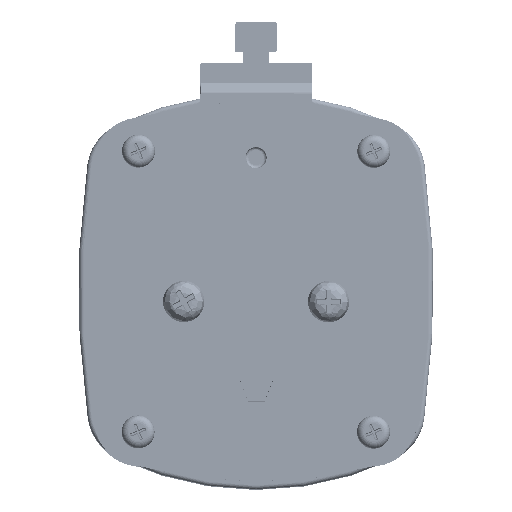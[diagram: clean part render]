
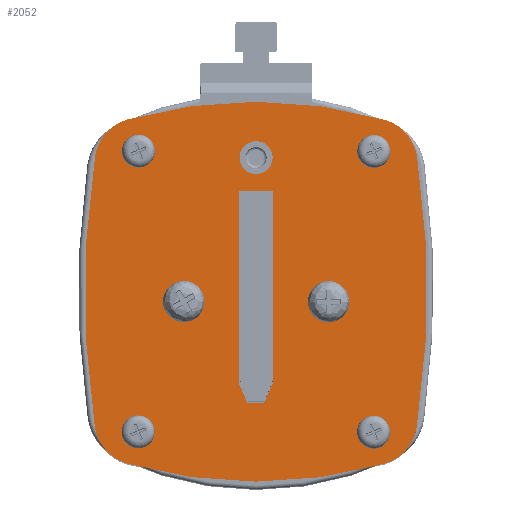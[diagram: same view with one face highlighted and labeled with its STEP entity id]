
A CAD part, top view. The second image highlights one B-rep face of the part: STEP entity #2052.
In plain terms, the highlighted planar face has unit normal (0, 0, 1).
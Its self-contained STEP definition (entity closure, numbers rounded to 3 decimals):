
#727=FACE_BOUND('',#7134,.T.);
#728=FACE_BOUND('',#7135,.T.);
#729=FACE_BOUND('',#7136,.T.);
#730=FACE_BOUND('',#7137,.T.);
#731=FACE_BOUND('',#7138,.T.);
#732=FACE_BOUND('',#7139,.T.);
#733=FACE_BOUND('',#7140,.T.);
#734=FACE_BOUND('',#7141,.T.);
#735=FACE_BOUND('',#7142,.T.);
#1554=CIRCLE('',#35628,3.5);
#1555=CIRCLE('',#35629,3.35);
#1556=CIRCLE('',#35630,3.5);
#1557=CIRCLE('',#35631,3.35);
#1558=CIRCLE('',#35632,114.);
#1559=CIRCLE('',#35633,11.);
#1560=CIRCLE('',#35634,215.);
#1561=CIRCLE('',#35635,11.);
#1562=CIRCLE('',#35636,114.);
#1563=CIRCLE('',#35637,11.);
#1564=CIRCLE('',#35638,215.);
#1565=CIRCLE('',#35639,11.);
#1566=CIRCLE('',#35640,3.5);
#1567=CIRCLE('',#35641,3.5);
#1568=CIRCLE('',#35642,2.8);
#2052=ADVANCED_FACE('',(#727,#728,#729,#730,#731,#732,#733,#734,#735),#3868,
 .T.);
#3868=PLANE('',#35643);
#7134=EDGE_LOOP('',(#9704));
#7135=EDGE_LOOP('',(#9705));
#7136=EDGE_LOOP('',(#9706));
#7137=EDGE_LOOP('',(#9707));
#7138=EDGE_LOOP('',(#9708,#9709,#9710,#9711,#9712,#9713,#9714,#9715));
#7139=EDGE_LOOP('',(#9716,#9717,#9718,#9719,#9720,#9721));
#7140=EDGE_LOOP('',(#9722));
#7141=EDGE_LOOP('',(#9723));
#7142=EDGE_LOOP('',(#9724));
#9704=ORIENTED_EDGE('',*,*,#22648,.T.);
#9705=ORIENTED_EDGE('',*,*,#22649,.T.);
#9706=ORIENTED_EDGE('',*,*,#22650,.T.);
#9707=ORIENTED_EDGE('',*,*,#22651,.T.);
#9708=ORIENTED_EDGE('',*,*,#22652,.F.);
#9709=ORIENTED_EDGE('',*,*,#22653,.F.);
#9710=ORIENTED_EDGE('',*,*,#22654,.F.);
#9711=ORIENTED_EDGE('',*,*,#22655,.F.);
#9712=ORIENTED_EDGE('',*,*,#22656,.F.);
#9713=ORIENTED_EDGE('',*,*,#22657,.F.);
#9714=ORIENTED_EDGE('',*,*,#22658,.F.);
#9715=ORIENTED_EDGE('',*,*,#22659,.F.);
#9716=ORIENTED_EDGE('',*,*,#22660,.T.);
#9717=ORIENTED_EDGE('',*,*,#22661,.T.);
#9718=ORIENTED_EDGE('',*,*,#22662,.T.);
#9719=ORIENTED_EDGE('',*,*,#22663,.T.);
#9720=ORIENTED_EDGE('',*,*,#22664,.T.);
#9721=ORIENTED_EDGE('',*,*,#22665,.T.);
#9722=ORIENTED_EDGE('',*,*,#22666,.T.);
#9723=ORIENTED_EDGE('',*,*,#22667,.T.);
#9724=ORIENTED_EDGE('',*,*,#22668,.T.);
#19310=VERTEX_POINT('',#52694);
#19311=VERTEX_POINT('',#52696);
#19312=VERTEX_POINT('',#52698);
#19313=VERTEX_POINT('',#52700);
#19314=VERTEX_POINT('',#52702);
#19315=VERTEX_POINT('',#52703);
#19316=VERTEX_POINT('',#52705);
#19317=VERTEX_POINT('',#52707);
#19318=VERTEX_POINT('',#52709);
#19319=VERTEX_POINT('',#52711);
#19320=VERTEX_POINT('',#52713);
#19321=VERTEX_POINT('',#52715);
#19322=VERTEX_POINT('',#52718);
#19323=VERTEX_POINT('',#52719);
#19324=VERTEX_POINT('',#52721);
#19325=VERTEX_POINT('',#52723);
#19326=VERTEX_POINT('',#52725);
#19327=VERTEX_POINT('',#52727);
#19328=VERTEX_POINT('',#52730);
#19329=VERTEX_POINT('',#52732);
#19330=VERTEX_POINT('',#52734);
#22648=EDGE_CURVE('',#19310,#19310,#1554,.T.);
#22649=EDGE_CURVE('',#19311,#19311,#1555,.T.);
#22650=EDGE_CURVE('',#19312,#19312,#1556,.T.);
#22651=EDGE_CURVE('',#19313,#19313,#1557,.T.);
#22652=EDGE_CURVE('',#19314,#19315,#1558,.T.);
#22653=EDGE_CURVE('',#19316,#19314,#1559,.T.);
#22654=EDGE_CURVE('',#19317,#19316,#1560,.T.);
#22655=EDGE_CURVE('',#19318,#19317,#1561,.T.);
#22656=EDGE_CURVE('',#19319,#19318,#1562,.T.);
#22657=EDGE_CURVE('',#19320,#19319,#1563,.T.);
#22658=EDGE_CURVE('',#19321,#19320,#1564,.T.);
#22659=EDGE_CURVE('',#19315,#19321,#1565,.T.);
#22660=EDGE_CURVE('',#19322,#19323,#27491,.T.);
#22661=EDGE_CURVE('',#19323,#19324,#27492,.T.);
#22662=EDGE_CURVE('',#19324,#19325,#27493,.T.);
#22663=EDGE_CURVE('',#19325,#19326,#27494,.T.);
#22664=EDGE_CURVE('',#19326,#19327,#27495,.T.);
#22665=EDGE_CURVE('',#19327,#19322,#27496,.T.);
#22666=EDGE_CURVE('',#19328,#19328,#1566,.T.);
#22667=EDGE_CURVE('',#19329,#19329,#1567,.T.);
#22668=EDGE_CURVE('',#19330,#19330,#1568,.T.);
#27491=LINE('',#52717,#31551);
#27492=LINE('',#52720,#31552);
#27493=LINE('',#52722,#31553);
#27494=LINE('',#52724,#31554);
#27495=LINE('',#52726,#31555);
#27496=LINE('',#52728,#31556);
#31551=VECTOR('',#38222,1.);
#31552=VECTOR('',#38223,1.);
#31553=VECTOR('',#38224,1.);
#31554=VECTOR('',#38225,1.);
#31555=VECTOR('',#38226,1.);
#31556=VECTOR('',#38227,1.);
#35628=AXIS2_PLACEMENT_3D('',#52693,#38198,#38199);
#35629=AXIS2_PLACEMENT_3D('',#52695,#38200,#38201);
#35630=AXIS2_PLACEMENT_3D('',#52697,#38202,#38203);
#35631=AXIS2_PLACEMENT_3D('',#52699,#38204,#38205);
#35632=AXIS2_PLACEMENT_3D('',#52701,#38206,#38207);
#35633=AXIS2_PLACEMENT_3D('',#52704,#38208,#38209);
#35634=AXIS2_PLACEMENT_3D('',#52706,#38210,#38211);
#35635=AXIS2_PLACEMENT_3D('',#52708,#38212,#38213);
#35636=AXIS2_PLACEMENT_3D('',#52710,#38214,#38215);
#35637=AXIS2_PLACEMENT_3D('',#52712,#38216,#38217);
#35638=AXIS2_PLACEMENT_3D('',#52714,#38218,#38219);
#35639=AXIS2_PLACEMENT_3D('',#52716,#38220,#38221);
#35640=AXIS2_PLACEMENT_3D('',#52729,#38228,#38229);
#35641=AXIS2_PLACEMENT_3D('',#52731,#38230,#38231);
#35642=AXIS2_PLACEMENT_3D('',#52733,#38232,#38233);
#35643=AXIS2_PLACEMENT_3D('',#52735,#38234,#38235);
#38198=DIRECTION('',(0.,0.,-1.));
#38199=DIRECTION('',(-0.001,-1.,0.));
#38200=DIRECTION('',(0.,0.,-1.));
#38201=DIRECTION('',(-0.001,-1.,0.));
#38202=DIRECTION('',(0.,0.,-1.));
#38203=DIRECTION('',(-0.001,-1.,0.));
#38204=DIRECTION('',(0.,0.,-1.));
#38205=DIRECTION('',(-0.001,-1.,0.));
#38206=DIRECTION('',(0.,0.,-1.));
#38207=DIRECTION('',(-0.001,-1.,0.));
#38208=DIRECTION('',(0.,0.,-1.));
#38209=DIRECTION('',(-0.001,-1.,0.));
#38210=DIRECTION('',(0.,0.,-1.));
#38211=DIRECTION('',(-0.001,-1.,0.));
#38212=DIRECTION('',(0.,0.,-1.));
#38213=DIRECTION('',(-0.001,-1.,0.));
#38214=DIRECTION('',(0.,0.,-1.));
#38215=DIRECTION('',(-0.001,-1.,0.));
#38216=DIRECTION('',(0.,0.,-1.));
#38217=DIRECTION('',(-0.001,-1.,0.));
#38218=DIRECTION('',(0.,0.,-1.));
#38219=DIRECTION('',(-0.001,-1.,0.));
#38220=DIRECTION('',(0.,0.,-1.));
#38221=DIRECTION('',(-0.001,-1.,0.));
#38222=DIRECTION('',(-0.001,-1.,0.));
#38223=DIRECTION('',(-0.396,-0.918,0.));
#38224=DIRECTION('',(-1.,0.001,0.));
#38225=DIRECTION('',(-0.394,0.919,0.));
#38226=DIRECTION('',(0.001,1.,0.));
#38227=DIRECTION('',(1.,-0.001,0.));
#38228=DIRECTION('',(0.,0.,-1.));
#38229=DIRECTION('',(-0.001,-1.,0.));
#38230=DIRECTION('',(0.,0.,-1.));
#38231=DIRECTION('',(-0.001,-1.,0.));
#38232=DIRECTION('',(0.,0.,-1.));
#38233=DIRECTION('',(-0.001,-1.,0.));
#38234=DIRECTION('',(0.,0.,1.));
#38235=DIRECTION('',(0.001,1.,0.));
#52693=CARTESIAN_POINT('',(-120.799,39.128,71.2));
#52694=CARTESIAN_POINT('',(-120.803,35.628,71.2));
#52695=CARTESIAN_POINT('',(-74.752,2.676,71.2));
#52696=CARTESIAN_POINT('',(-74.755,-0.674,71.2));
#52697=CARTESIAN_POINT('',(-63.875,-28.936,71.2));
#52698=CARTESIAN_POINT('',(-63.879,-32.436,71.2));
#52699=CARTESIAN_POINT('',(-109.84,2.716,71.2));
#52700=CARTESIAN_POINT('',(-109.843,-0.634,71.2));
#52701=CARTESIAN_POINT('',(-92.26,73.096,71.2));
#52702=CARTESIAN_POINT('',(-61.264,-36.609,71.2));
#52703=CARTESIAN_POINT('',(-123.504,-36.539,71.2));
#52704=CARTESIAN_POINT('',(-64.255,-26.024,71.2));
#52705=CARTESIAN_POINT('',(-53.385,-27.712,71.2));
#52706=CARTESIAN_POINT('',(-265.837,5.291,71.2));
#52707=CARTESIAN_POINT('',(-53.311,37.816,71.2));
#52708=CARTESIAN_POINT('',(-64.185,36.152,71.2));
#52709=CARTESIAN_POINT('',(-61.17,46.731,71.2));
#52710=CARTESIAN_POINT('',(-92.413,-62.904,71.2));
#52711=CARTESIAN_POINT('',(-123.41,46.801,71.2));
#52712=CARTESIAN_POINT('',(-120.419,36.215,71.2));
#52713=CARTESIAN_POINT('',(-131.289,37.904,71.2));
#52714=CARTESIAN_POINT('',(81.163,4.901,71.2));
#52715=CARTESIAN_POINT('',(-131.363,-27.624,71.2));
#52716=CARTESIAN_POINT('',(-120.489,-25.96,71.2));
#52717=CARTESIAN_POINT('',(-88.187,5.091,71.2));
#52718=CARTESIAN_POINT('',(-88.159,29.558,71.2));
#52719=CARTESIAN_POINT('',(-88.212,-16.942,71.2));
#52720=CARTESIAN_POINT('',(-80.844,0.139,71.2));
#52721=CARTESIAN_POINT('',(-90.367,-21.94,71.2));
#52722=CARTESIAN_POINT('',(-92.367,-21.938,71.2));
#52723=CARTESIAN_POINT('',(-94.367,-21.935,71.2));
#52724=CARTESIAN_POINT('',(-103.841,0.165,71.2));
#52725=CARTESIAN_POINT('',(-96.512,-16.933,71.2));
#52726=CARTESIAN_POINT('',(-96.487,5.101,71.2));
#52727=CARTESIAN_POINT('',(-96.459,29.567,71.2));
#52728=CARTESIAN_POINT('',(-92.309,29.562,71.2));
#52729=CARTESIAN_POINT('',(-63.799,39.064,71.2));
#52730=CARTESIAN_POINT('',(-63.803,35.564,71.2));
#52731=CARTESIAN_POINT('',(-120.875,-28.872,71.2));
#52732=CARTESIAN_POINT('',(-120.879,-32.372,71.2));
#52733=CARTESIAN_POINT('',(-92.3,37.556,71.2));
#52734=CARTESIAN_POINT('',(-92.303,34.756,71.2));
#52735=CARTESIAN_POINT('',(-92.337,5.096,71.2));
